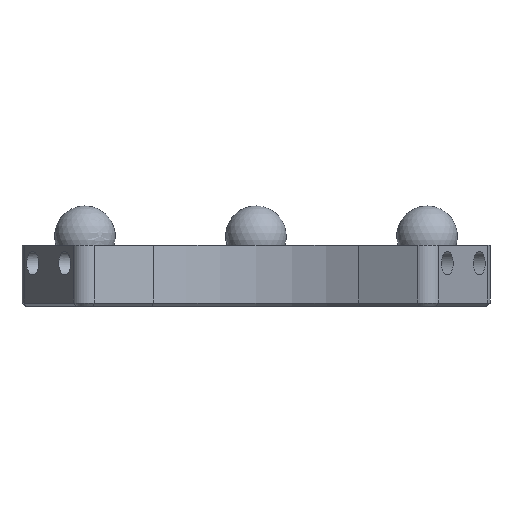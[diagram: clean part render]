
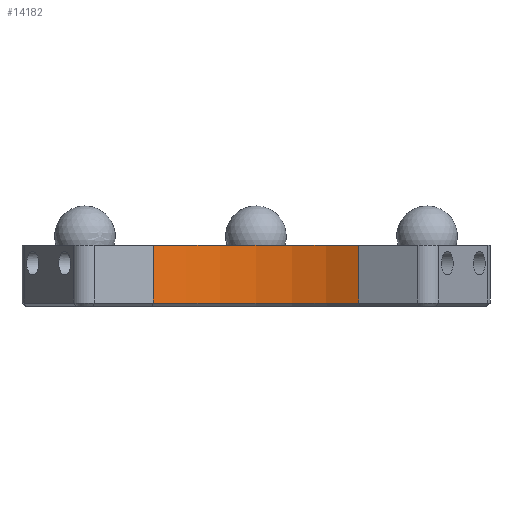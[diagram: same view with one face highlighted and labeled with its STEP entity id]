
A CAD part, front view. The second image highlights one B-rep face of the part: STEP entity #14182.
In plain terms, the highlighted cylindrical face has radius 27.007 mm (diameter 54.014 mm), a partial arc.
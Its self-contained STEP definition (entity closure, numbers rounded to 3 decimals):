
#624=CYLINDRICAL_SURFACE('',#15307,27.007);
#1262=FACE_OUTER_BOUND('',#2086,.T.);
#2086=EDGE_LOOP('',(#11193,#11194,#11195,#11196));
#2884=LINE('',#22412,#4068);
#2987=LINE('',#22939,#4171);
#4068=VECTOR('',#17358,10.);
#4171=VECTOR('',#17741,10.);
#4961=CIRCLE('',#14736,27.007);
#5048=CIRCLE('',#14939,27.007);
#5913=VERTEX_POINT('',#21328);
#5914=VERTEX_POINT('',#21330);
#6187=VERTEX_POINT('',#22314);
#6189=VERTEX_POINT('',#22320);
#7358=EDGE_CURVE('',#5914,#5913,#4961,.T.);
#7734=EDGE_CURVE('',#6189,#6187,#5048,.T.);
#7780=EDGE_CURVE('',#6187,#5913,#2884,.T.);
#7951=EDGE_CURVE('',#6189,#5914,#2987,.T.);
#11193=ORIENTED_EDGE('',*,*,#7734,.F.);
#11194=ORIENTED_EDGE('',*,*,#7951,.T.);
#11195=ORIENTED_EDGE('',*,*,#7358,.T.);
#11196=ORIENTED_EDGE('',*,*,#7780,.F.);
#14182=ADVANCED_FACE('',(#1262),#624,.F.);
#14736=AXIS2_PLACEMENT_3D('',#21331,#16595,#16596);
#14939=AXIS2_PLACEMENT_3D('',#22322,#17243,#17244);
#15307=AXIS2_PLACEMENT_3D('',#23573,#18170,#18171);
#16595=DIRECTION('center_axis',(0.,0.,1.));
#16596=DIRECTION('ref_axis',(0.5,0.866,0.));
#17243=DIRECTION('center_axis',(0.,0.,1.));
#17244=DIRECTION('ref_axis',(0.5,0.866,0.));
#17358=DIRECTION('',(0.,0.,1.));
#17741=DIRECTION('',(0.,0.,1.));
#18170=DIRECTION('center_axis',(0.,0.,1.));
#18171=DIRECTION('ref_axis',(0.5,0.866,0.));
#21328=CARTESIAN_POINT('',(-13.504,-31.111,19.7));
#21330=CARTESIAN_POINT('',(13.504,-31.111,19.7));
#21331=CARTESIAN_POINT('Origin',(0.,-54.5,
19.7));
#22314=CARTESIAN_POINT('',(-13.504,-31.111,12.1));
#22320=CARTESIAN_POINT('',(13.504,-31.111,12.1));
#22322=CARTESIAN_POINT('Origin',(0.,-54.5,
12.1));
#22412=CARTESIAN_POINT('',(-13.504,-31.111,11.7));
#22939=CARTESIAN_POINT('',(13.504,-31.111,11.7));
#23573=CARTESIAN_POINT('Origin',(0.,-54.5,
11.7));
